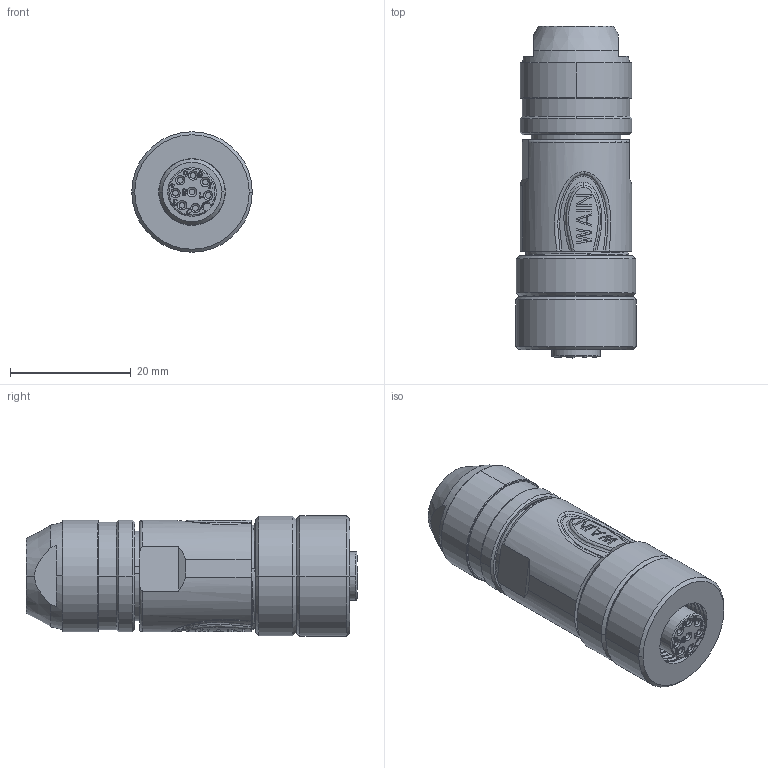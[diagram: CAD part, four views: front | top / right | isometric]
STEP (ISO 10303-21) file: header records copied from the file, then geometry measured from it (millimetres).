
FILE_DESCRIPTION((''),'2;1');
FILE_NAME('3D_1630084212002_M12-F08A-T-D8-','2023-12-27T',('13531'),(''),'PRO/ENGINEER BY PARAMETRIC TECHNOLOGY CORPORATION, 2012480','PRO/ENGINEER BY PARAMETRIC TECHNOLOGY CORPORATION, 2012480','');
FILE_SCHEMA(('CONFIG_CONTROL_DESIGN'));
Length unit declared in the file: millimetre
Products named in the file (1): 3D_1630084212002_M12-F08A-T-D8-
Bounding box: 20 x 55.08 x 20 mm (x, y, z)
Volume: 12230.8 mm3; surface area: 7279.8 mm2
Topology: 1 solids, 1 shells, 601 faces, 1704 edges, 1153 vertices
Faces by surface type: plane 198, cylinder 147, extrusion 115, bspline 73, cone 50, torus 16, sphere 2
Entity records: 30430 total; most frequent: CARTESIAN_POINT 16032, ORIENTED_EDGE 3404, DIRECTION 2262, EDGE_CURVE 1702, VERTEX_POINT 1153, B_SPLINE_CURVE_WITH_KNOTS 840, AXIS2_PLACEMENT_3D 757, VECTOR 748
